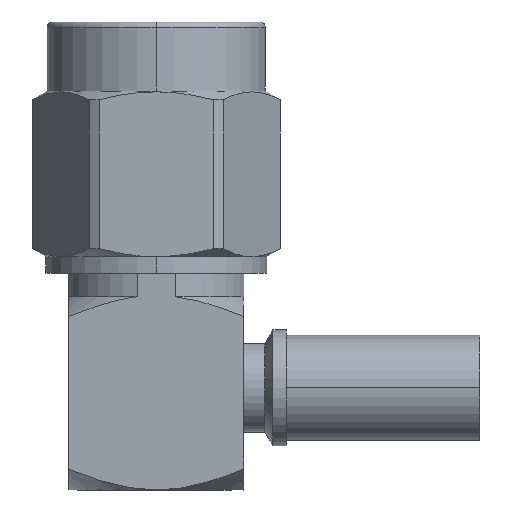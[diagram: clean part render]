
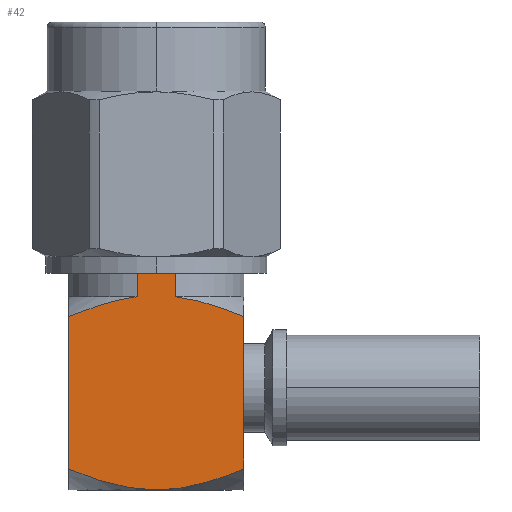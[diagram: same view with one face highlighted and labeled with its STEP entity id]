
A CAD part, left-side view. The second image highlights one B-rep face of the part: STEP entity #42.
In plain terms, the highlighted planar face has unit normal (-1, 0, 0).
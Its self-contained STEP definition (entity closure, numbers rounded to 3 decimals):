
#42 = ADVANCED_FACE ( 'NONE', ( #21335 ), #8870, .F. ) ;
#97 = VECTOR ( 'NONE', #4324, 1000. ) ;
#572 = ORIENTED_EDGE ( 'NONE', *, *, #7948, .F. ) ;
#824 = EDGE_CURVE ( 'NONE', #6421, #1218, #7544, .T. ) ;
#858 = CARTESIAN_POINT ( 'NONE',  ( -3.175, -0.694, -7. ) ) ;
#892 = DIRECTION ( 'NONE',  ( 0., 0., -1. ) ) ;
#912 = CARTESIAN_POINT ( 'NONE',  ( -3.175, 0., -14. ) ) ;
#1064 = CARTESIAN_POINT ( 'NONE',  ( -3.175, 3.175, -13.241 ) ) ;
#1218 = VERTEX_POINT ( 'NONE', #6784 ) ;
#1227 = CARTESIAN_POINT ( 'NONE',  ( -3.175, -0.694, -6.15 ) ) ;
#1621 = EDGE_CURVE ( 'NONE', #13909, #6421, #16275, .T. ) ;
#2425 = LINE ( 'NONE', #7048, #6946 ) ;
#2698 = AXIS2_PLACEMENT_3D ( 'NONE', #18778, #18693, #15884 ) ;
#2933 = CARTESIAN_POINT ( 'NONE',  ( -3.175, 2.369, -7.402 ) ) ;
#3309 = CARTESIAN_POINT ( 'NONE',  ( -3.175, -0.694, -7. ) ) ;
#3351 = CARTESIAN_POINT ( 'NONE',  ( -3.175, -3.175, -7.716 ) ) ;
#3670 = LINE ( 'NONE', #21389, #17162 ) ;
#3994 = CARTESIAN_POINT ( 'NONE',  ( -3.175, -0.55, -13.979 ) ) ;
#4290 = CARTESIAN_POINT ( 'NONE',  ( -3.175, -1.119, -7.052 ) ) ;
#4324 = DIRECTION ( 'NONE',  ( 0., 0., 1. ) ) ;
#4446 = CARTESIAN_POINT ( 'NONE',  ( -3.175, -3.175, -13.241 ) ) ;
#4886 = CARTESIAN_POINT ( 'NONE',  ( -3.175, 2.774, -7.552 ) ) ;
#5942 = ORIENTED_EDGE ( 'NONE', *, *, #14568, .F. ) ;
#6118 = CARTESIAN_POINT ( 'NONE',  ( -3.175, 0.551, -14. ) ) ;
#6410 = LINE ( 'NONE', #11815, #10891 ) ;
#6421 = VERTEX_POINT ( 'NONE', #19110 ) ;
#6741 = VERTEX_POINT ( 'NONE', #16486 ) ;
#6784 = CARTESIAN_POINT ( 'NONE',  ( -3.175, 0.694, -6.15 ) ) ;
#6946 = VECTOR ( 'NONE', #10009, 1000. ) ;
#7048 = CARTESIAN_POINT ( 'NONE',  ( -3.175, -3.175, -6.15 ) ) ;
#7332 = ORIENTED_EDGE ( 'NONE', *, *, #10856, .F. ) ;
#7544 = LINE ( 'NONE', #14583, #97 ) ;
#7638 = CARTESIAN_POINT ( 'NONE',  ( -3.175, -2.15, -13.636 ) ) ;
#7948 = EDGE_CURVE ( 'NONE', #1218, #20366, #2425, .T. ) ;
#8282 = EDGE_LOOP ( 'NONE', ( #572, #11874, #21710, #9483, #5942, #7332, #9676, #16900, #8981 ) ) ;
#8870 = PLANE ( 'NONE',  #2698 ) ;
#8981 = ORIENTED_EDGE ( 'NONE', *, *, #20778, .F. ) ;
#9025 = DIRECTION ( 'NONE',  ( 0., 0., -1. ) ) ;
#9205 = EDGE_CURVE ( 'NONE', #15190, #19896, #3670, .T. ) ;
#9335 = CARTESIAN_POINT ( 'NONE',  ( -3.175, 1.545, -7.152 ) ) ;
#9355 = CARTESIAN_POINT ( 'NONE',  ( -3.175, -2.37, -7.402 ) ) ;
#9483 = ORIENTED_EDGE ( 'NONE', *, *, #17987, .F. ) ;
#9498 = CARTESIAN_POINT ( 'NONE',  ( -3.175, 1.089, -13.914 ) ) ;
#9676 = ORIENTED_EDGE ( 'NONE', *, *, #9205, .F. ) ;
#9880 = CARTESIAN_POINT ( 'NONE',  ( -3.175, 0.694, -7. ) ) ;
#10009 = DIRECTION ( 'NONE',  ( 0., -1., 0. ) ) ;
#10272 = VERTEX_POINT ( 'NONE', #14740 ) ;
#10856 = EDGE_CURVE ( 'NONE', #19896, #10272, #19143, .T. ) ;
#10891 = VECTOR ( 'NONE', #21943, 1000. ) ;
#11061 = CARTESIAN_POINT ( 'NONE',  ( -3.175, 1.126, -7.053 ) ) ;
#11089 = CARTESIAN_POINT ( 'NONE',  ( -3.175, -3.175, -7.716 ) ) ;
#11221 = CARTESIAN_POINT ( 'NONE',  ( -3.175, 2.668, -13.448 ) ) ;
#11223 = B_SPLINE_CURVE_WITH_KNOTS ( 'NONE', 3,
 ( #912, #6118, #9498, #21336, #11221, #1064 ),
 .UNSPECIFIED., .F., .F.,
 ( 4, 2, 4 ),
 ( 0.007, 0.008, 0.01 ),
 .UNSPECIFIED. ) ;
#11815 = CARTESIAN_POINT ( 'NONE',  ( -3.175, 3.175, 0. ) ) ;
#11874 = ORIENTED_EDGE ( 'NONE', *, *, #824, .F. ) ;
#12294 = CARTESIAN_POINT ( 'NONE',  ( -3.175, -2.668, -13.448 ) ) ;
#12438 = CARTESIAN_POINT ( 'NONE',  ( -3.175, -1.091, -13.901 ) ) ;
#12478 = CARTESIAN_POINT ( 'NONE',  ( -3.175, -1.358, -13.844 ) ) ;
#13909 = VERTEX_POINT ( 'NONE', #18894 ) ;
#14020 = CARTESIAN_POINT ( 'NONE',  ( -3.175, -0.694, 0.398 ) ) ;
#14568 = EDGE_CURVE ( 'NONE', #10272, #6741, #11223, .T. ) ;
#14583 = CARTESIAN_POINT ( 'NONE',  ( -3.175, 0.694, 0.398 ) ) ;
#14740 = CARTESIAN_POINT ( 'NONE',  ( -3.175, 0., -14. ) ) ;
#14853 = B_SPLINE_CURVE_WITH_KNOTS ( 'NONE', 3,
 ( #858, #4290, #19511, #9355, #21205, #11089 ),
 .UNSPECIFIED., .F., .F.,
 ( 4, 2, 4 ),
 ( 0.008, 0.01, 0.011 ),
 .UNSPECIFIED. ) ;
#15178 = LINE ( 'NONE', #14020, #19680 ) ;
#15190 = VERTEX_POINT ( 'NONE', #3351 ) ;
#15600 = EDGE_CURVE ( 'NONE', #16198, #15190, #14853, .T. ) ;
#15884 = DIRECTION ( 'NONE',  ( 0., 0., -1. ) ) ;
#16198 = VERTEX_POINT ( 'NONE', #3309 ) ;
#16275 = B_SPLINE_CURVE_WITH_KNOTS ( 'NONE', 3,
 ( #20018, #4886, #2933, #9335, #11061, #9880 ),
 .UNSPECIFIED., .F., .F.,
 ( 4, 2, 4 ),
 ( 0.004, 0.006, 0.007 ),
 .UNSPECIFIED. ) ;
#16486 = CARTESIAN_POINT ( 'NONE',  ( -3.175, 3.175, -13.241 ) ) ;
#16900 = ORIENTED_EDGE ( 'NONE', *, *, #15600, .F. ) ;
#17147 = CARTESIAN_POINT ( 'NONE',  ( -3.175, 0., -14. ) ) ;
#17162 = VECTOR ( 'NONE', #892, 1000. ) ;
#17987 = EDGE_CURVE ( 'NONE', #6741, #13909, #6410, .T. ) ;
#18693 = DIRECTION ( 'NONE',  ( 1., 0., 0. ) ) ;
#18778 = CARTESIAN_POINT ( 'NONE',  ( -3.175, -3.175, 0. ) ) ;
#18894 = CARTESIAN_POINT ( 'NONE',  ( -3.175, 3.175, -7.716 ) ) ;
#19110 = CARTESIAN_POINT ( 'NONE',  ( -3.175, 0.694, -7. ) ) ;
#19143 = B_SPLINE_CURVE_WITH_KNOTS ( 'NONE', 3,
 ( #4446, #12294, #7638, #12478, #12438, #3994, #19772, #17147 ),
 .UNSPECIFIED., .F., .F.,
 ( 4, 2, 2, 4 ),
 ( 0.003, 0.005, 0.006, 0.007 ),
 .UNSPECIFIED. ) ;
#19511 = CARTESIAN_POINT ( 'NONE',  ( -3.175, -1.538, -7.15 ) ) ;
#19680 = VECTOR ( 'NONE', #9025, 1000. ) ;
#19772 = CARTESIAN_POINT ( 'NONE',  ( -3.175, -0.273, -14. ) ) ;
#19896 = VERTEX_POINT ( 'NONE', #21445 ) ;
#20018 = CARTESIAN_POINT ( 'NONE',  ( -3.175, 3.175, -7.716 ) ) ;
#20366 = VERTEX_POINT ( 'NONE', #1227 ) ;
#20778 = EDGE_CURVE ( 'NONE', #20366, #16198, #15178, .T. ) ;
#21205 = CARTESIAN_POINT ( 'NONE',  ( -3.175, -2.776, -7.553 ) ) ;
#21335 = FACE_OUTER_BOUND ( 'NONE', #8282, .T. ) ;
#21336 = CARTESIAN_POINT ( 'NONE',  ( -3.175, 2.146, -13.637 ) ) ;
#21389 = CARTESIAN_POINT ( 'NONE',  ( -3.175, -3.175, 0. ) ) ;
#21445 = CARTESIAN_POINT ( 'NONE',  ( -3.175, -3.175, -13.241 ) ) ;
#21710 = ORIENTED_EDGE ( 'NONE', *, *, #1621, .F. ) ;
#21943 = DIRECTION ( 'NONE',  ( 0., 0., 1. ) ) ;
